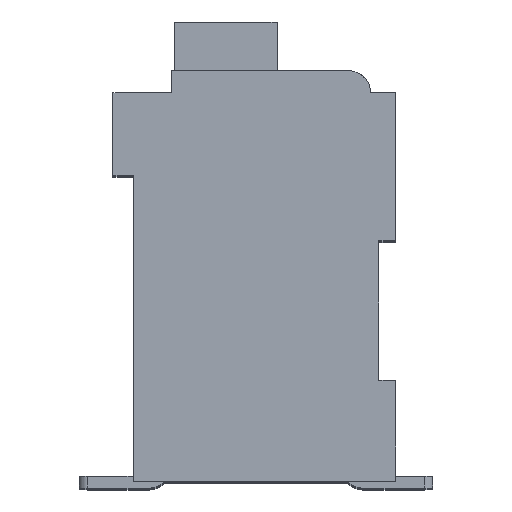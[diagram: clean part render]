
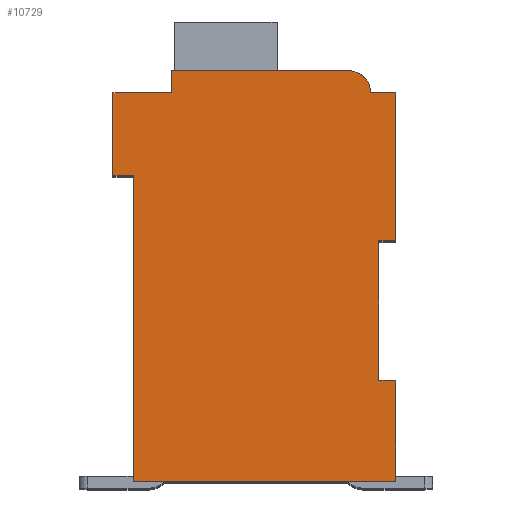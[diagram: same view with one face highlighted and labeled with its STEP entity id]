
A CAD part, top view. The second image highlights one B-rep face of the part: STEP entity #10729.
In plain terms, the highlighted planar face has unit normal (0, 0, 1).
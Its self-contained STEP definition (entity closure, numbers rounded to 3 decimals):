
#2694=DIRECTION('',(1.,0.,0.));
#2695=VECTOR('',#2694,0.5);
#2696=CARTESIAN_POINT('',(7.3,7.15,2.1));
#2697=LINE('',#2696,#2695);
#2698=DIRECTION('',(0.,1.,0.));
#2699=VECTOR('',#2698,4.15);
#2700=CARTESIAN_POINT('',(7.3,3.,2.1));
#2701=LINE('',#2700,#2699);
#2702=DIRECTION('',(-1.,0.,0.));
#2703=VECTOR('',#2702,0.5);
#2704=CARTESIAN_POINT('',(7.8,3.,2.1));
#2705=LINE('',#2704,#2703);
#2706=DIRECTION('',(0.,1.,0.));
#2707=VECTOR('',#2706,3.);
#2708=CARTESIAN_POINT('',(7.8,0.,2.1));
#2709=LINE('',#2708,#2707);
#2710=DIRECTION('',(1.,0.,0.));
#2711=VECTOR('',#2710,7.8);
#2712=CARTESIAN_POINT('',(0.,0.,2.1));
#2713=LINE('',#2712,#2711);
#2714=DIRECTION('',(0.,-1.,0.));
#2715=VECTOR('',#2714,9.1);
#2716=CARTESIAN_POINT('',(0.,9.1,2.1));
#2717=LINE('',#2716,#2715);
#2718=DIRECTION('',(1.,0.,0.));
#2719=VECTOR('',#2718,0.6);
#2720=CARTESIAN_POINT('',(-0.6,9.1,2.1));
#2721=LINE('',#2720,#2719);
#2722=DIRECTION('',(0.,-1.,0.));
#2723=VECTOR('',#2722,2.45);
#2724=CARTESIAN_POINT('',(-0.6,11.55,2.1));
#2725=LINE('',#2724,#2723);
#2726=DIRECTION('',(-1.,0.,0.));
#2727=VECTOR('',#2726,1.75);
#2728=CARTESIAN_POINT('',(1.15,11.55,2.1));
#2729=LINE('',#2728,#2727);
#2730=DIRECTION('',(0.,-1.,0.));
#2731=VECTOR('',#2730,0.65);
#2732=CARTESIAN_POINT('',(1.15,12.2,2.1));
#2733=LINE('',#2732,#2731);
#2734=DIRECTION('',(-1.,0.,0.));
#2735=VECTOR('',#2734,5.25);
#2736=CARTESIAN_POINT('',(6.4,12.2,2.1));
#2737=LINE('',#2736,#2735);
#2738=CARTESIAN_POINT('',(6.4,11.55,2.1));
#2739=DIRECTION('',(0.,0.,1.));
#2740=DIRECTION('',(1.,0.,0.));
#2741=AXIS2_PLACEMENT_3D('',#2738,#2739,#2740);
#2743=DIRECTION('',(-1.,0.,0.));
#2744=VECTOR('',#2743,0.75);
#2745=CARTESIAN_POINT('',(7.8,11.55,2.1));
#2746=LINE('',#2745,#2744);
#2747=DIRECTION('',(0.,1.,0.));
#2748=VECTOR('',#2747,4.4);
#2749=CARTESIAN_POINT('',(7.8,7.15,2.1));
#2750=LINE('',#2749,#2748);
#5979=CARTESIAN_POINT('',(7.3,7.15,2.1));
#5980=CARTESIAN_POINT('',(7.8,7.15,2.1));
#5981=VERTEX_POINT('',#5979);
#5982=VERTEX_POINT('',#5980);
#5983=CARTESIAN_POINT('',(7.8,11.55,2.1));
#5984=VERTEX_POINT('',#5983);
#5985=CARTESIAN_POINT('',(7.05,11.55,2.1));
#5986=VERTEX_POINT('',#5985);
#5987=CARTESIAN_POINT('',(6.4,12.2,2.1));
#5988=VERTEX_POINT('',#5987);
#5989=CARTESIAN_POINT('',(1.15,12.2,2.1));
#5990=VERTEX_POINT('',#5989);
#5991=CARTESIAN_POINT('',(1.15,11.55,2.1));
#5992=VERTEX_POINT('',#5991);
#5993=CARTESIAN_POINT('',(-0.6,11.55,2.1));
#5994=VERTEX_POINT('',#5993);
#5995=CARTESIAN_POINT('',(-0.6,9.1,2.1));
#5996=VERTEX_POINT('',#5995);
#5997=CARTESIAN_POINT('',(0.,9.1,2.1));
#5998=VERTEX_POINT('',#5997);
#5999=CARTESIAN_POINT('',(0.,0.,2.1));
#6000=VERTEX_POINT('',#5999);
#6001=CARTESIAN_POINT('',(7.8,0.,2.1));
#6002=VERTEX_POINT('',#6001);
#6003=CARTESIAN_POINT('',(7.8,3.,2.1));
#6004=VERTEX_POINT('',#6003);
#6005=CARTESIAN_POINT('',(7.3,3.,2.1));
#6006=VERTEX_POINT('',#6005);
#10708=CARTESIAN_POINT('',(0.,0.,2.1));
#10709=DIRECTION('',(0.,0.,1.));
#10710=DIRECTION('',(1.,0.,0.));
#10711=AXIS2_PLACEMENT_3D('',#10708,#10709,#10710);
#10712=PLANE('',#10711);
#10713=ORIENTED_EDGE('',*,*,#7860,.F.);
#10714=ORIENTED_EDGE('',*,*,#8202,.F.);
#10715=ORIENTED_EDGE('',*,*,#8442,.F.);
#10716=ORIENTED_EDGE('',*,*,#8587,.F.);
#10717=ORIENTED_EDGE('',*,*,#8764,.F.);
#10718=ORIENTED_EDGE('',*,*,#9010,.F.);
#10719=ORIENTED_EDGE('',*,*,#9104,.F.);
#10720=ORIENTED_EDGE('',*,*,#9285,.F.);
#10721=ORIENTED_EDGE('',*,*,#9513,.F.);
#10722=ORIENTED_EDGE('',*,*,#9858,.F.);
#10723=ORIENTED_EDGE('',*,*,#10120,.F.);
#10724=ORIENTED_EDGE('',*,*,#9564,.F.);
#10725=ORIENTED_EDGE('',*,*,#9749,.F.);
#10726=ORIENTED_EDGE('',*,*,#8097,.F.);
#10727=EDGE_LOOP('',(#10713,#10714,#10715,#10716,#10717,#10718,#10719,#10720,
#10721,#10722,#10723,#10724,#10725,#10726));
#10728=FACE_OUTER_BOUND('',#10727,.F.);
#2742=CIRCLE('',#2741,0.65);
#7860=EDGE_CURVE('',#5981,#5982,#2697,.T.);
#8097=EDGE_CURVE('',#5982,#5984,#2750,.T.);
#8202=EDGE_CURVE('',#6006,#5981,#2701,.T.);
#8442=EDGE_CURVE('',#6004,#6006,#2705,.T.);
#8587=EDGE_CURVE('',#6002,#6004,#2709,.T.);
#8764=EDGE_CURVE('',#6000,#6002,#2713,.T.);
#9010=EDGE_CURVE('',#5998,#6000,#2717,.T.);
#9104=EDGE_CURVE('',#5996,#5998,#2721,.T.);
#9285=EDGE_CURVE('',#5994,#5996,#2725,.T.);
#9513=EDGE_CURVE('',#5992,#5994,#2729,.T.);
#9564=EDGE_CURVE('',#5986,#5988,#2742,.T.);
#9749=EDGE_CURVE('',#5984,#5986,#2746,.T.);
#9858=EDGE_CURVE('',#5990,#5992,#2733,.T.);
#10120=EDGE_CURVE('',#5988,#5990,#2737,.T.);
#10729=ADVANCED_FACE('',(#10728),#10712,.T.);
